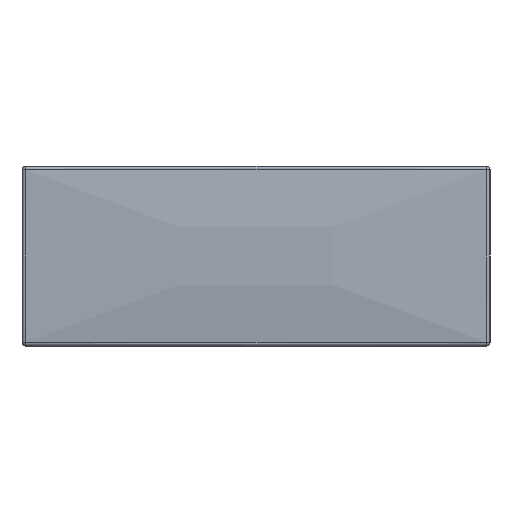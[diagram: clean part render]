
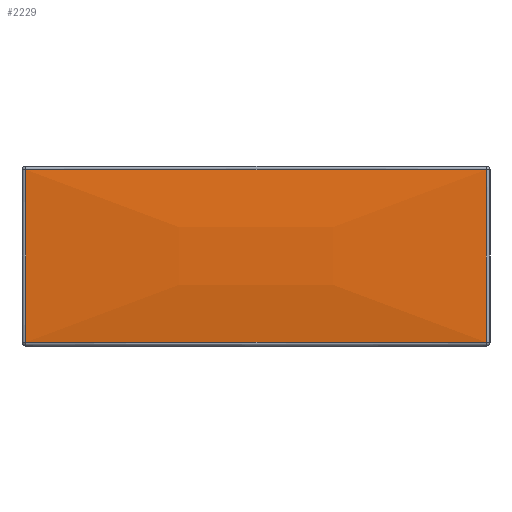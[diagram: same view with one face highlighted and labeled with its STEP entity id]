
A CAD part, left-side view. The second image highlights one B-rep face of the part: STEP entity #2229.
In plain terms, the highlighted free-form (B-spline) face has degree [3, 3] with [4, 4] control points.
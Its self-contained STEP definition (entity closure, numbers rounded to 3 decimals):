
#53 = CARTESIAN_POINT ( 'NONE',  ( -1.601, -0.429, -0.002 ) ) ;
#88 = CARTESIAN_POINT ( 'NONE',  ( -1.6, -0.8, 0. ) ) ;
#106 = CARTESIAN_POINT ( 'NONE',  ( -1.6, 0.8, 0.554 ) ) ;
#107 = ORIENTED_EDGE ( 'NONE', *, *, #243, .T. ) ;
#113 = CARTESIAN_POINT ( 'NONE',  ( -1.601, -0.643, 0.601 ) ) ;
#137 = CARTESIAN_POINT ( 'NONE',  ( -1.601, 0.695, 0.601 ) ) ;
#211 = B_SPLINE_SURFACE_WITH_KNOTS ( 'NONE', 3, 3, ( 
 ( #2055, #808, #1011, #835 ),
 ( #2043, #997, #1332, #335 ),
 ( #1353, #317, #492, #2033 ),
 ( #1889, #657, #1495, #684 ) ),
 .UNSPECIFIED., .F., .F., .F.,
 ( 4, 4 ),
 ( 4, 4 ),
 ( 0., 1. ),
 ( 0., 1. ),
 .UNSPECIFIED. ) ;
#215 = CARTESIAN_POINT ( 'NONE',  ( -1.601, 0.643, -0.001 ) ) ;
#226 = CARTESIAN_POINT ( 'NONE',  ( -1.601, 0.695, -0.001 ) ) ;
#239 = VERTEX_POINT ( 'NONE', #303 ) ;
#243 = EDGE_CURVE ( 'NONE', #2106, #640, #1858, .T. ) ;
#255 = CARTESIAN_POINT ( 'NONE',  ( -1.6, 0.8, 0. ) ) ;
#257 = B_SPLINE_CURVE_WITH_KNOTS ( 'NONE', 3,
 ( #1658, #106, #1341, #2034, #2176, #797, #1486, #2007, #446, #1840, #650, #287, #967 ),
 .UNSPECIFIED., .F., .F.,
 ( 4, 3, 3, 3, 4 ),
 ( 0., 0., 0., 0.001, 0.001 ),
 .UNSPECIFIED. ) ;
#260 = ORIENTED_EDGE ( 'NONE', *, *, #827, .T. ) ;
#287 = CARTESIAN_POINT ( 'NONE',  ( -1.6, 0.8, 0.02 ) ) ;
#303 = CARTESIAN_POINT ( 'NONE',  ( -1.6, -0.8, 0. ) ) ;
#317 = CARTESIAN_POINT ( 'NONE',  ( -1.644, 0.271, 0.404 ) ) ;
#335 = CARTESIAN_POINT ( 'NONE',  ( -1.6, -0.813, 0.196 ) ) ;
#395 = EDGE_LOOP ( 'NONE', ( #260, #2084, #1944, #107 ) ) ;
#408 = CARTESIAN_POINT ( 'NONE',  ( -1.6, -0.8, 0.561 ) ) ;
#446 = CARTESIAN_POINT ( 'NONE',  ( -1.601, 0.801, 0.139 ) ) ;
#468 = CARTESIAN_POINT ( 'NONE',  ( -1.6, -0.748, 0.6 ) ) ;
#492 = CARTESIAN_POINT ( 'NONE',  ( -1.644, -0.271, 0.404 ) ) ;
#576 = CARTESIAN_POINT ( 'NONE',  ( -1.6, -0.8, 0.093 ) ) ;
#589 = CARTESIAN_POINT ( 'NONE',  ( -1.6, -0.8, 0.541 ) ) ;
#635 = CARTESIAN_POINT ( 'NONE',  ( -1.602, 0., 0.602 ) ) ;
#640 = VERTEX_POINT ( 'NONE', #1148 ) ;
#650 = CARTESIAN_POINT ( 'NONE',  ( -1.6, 0.8, 0.039 ) ) ;
#656 = CARTESIAN_POINT ( 'NONE',  ( -1.602, 0.214, 0.602 ) ) ;
#657 = CARTESIAN_POINT ( 'NONE',  ( -1.6, 0.271, 0.612 ) ) ;
#684 = CARTESIAN_POINT ( 'NONE',  ( -1.6, -0.813, 0.612 ) ) ;
#743 = CARTESIAN_POINT ( 'NONE',  ( -1.601, 0.429, -0.002 ) ) ;
#759 = CARTESIAN_POINT ( 'NONE',  ( -1.601, -0.801, 0.246 ) ) ;
#797 = CARTESIAN_POINT ( 'NONE',  ( -1.601, 0.801, 0.354 ) ) ;
#808 = CARTESIAN_POINT ( 'NONE',  ( -1.6, 0.271, -0.013 ) ) ;
#827 = EDGE_CURVE ( 'NONE', #640, #1276, #257, .T. ) ;
#835 = CARTESIAN_POINT ( 'NONE',  ( -1.6, -0.813, -0.013 ) ) ;
#926 = CARTESIAN_POINT ( 'NONE',  ( -1.602, -0.214, -0.002 ) ) ;
#949 = CARTESIAN_POINT ( 'NONE',  ( -1.601, -0.695, -0.001 ) ) ;
#965 = CARTESIAN_POINT ( 'NONE',  ( -1.6, -0.8, 0.6 ) ) ;
#967 = CARTESIAN_POINT ( 'NONE',  ( -1.6, 0.8, 0. ) ) ;
#974 = CARTESIAN_POINT ( 'NONE',  ( -1.601, -0.695, 0.601 ) ) ;
#997 = CARTESIAN_POINT ( 'NONE',  ( -1.644, 0.271, 0.196 ) ) ;
#1011 = CARTESIAN_POINT ( 'NONE',  ( -1.6, -0.271, -0.013 ) ) ;
#1074 = CARTESIAN_POINT ( 'NONE',  ( -1.6, -0.8, 0. ) ) ;
#1086 = CARTESIAN_POINT ( 'NONE',  ( -1.601, -0.801, 0.3 ) ) ;
#1098 = CARTESIAN_POINT ( 'NONE',  ( -1.6, -0.8, 0.58 ) ) ;
#1124 = CARTESIAN_POINT ( 'NONE',  ( -1.602, 0., -0.002 ) ) ;
#1148 = CARTESIAN_POINT ( 'NONE',  ( -1.6, 0.8, 0.6 ) ) ;
#1163 = CARTESIAN_POINT ( 'NONE',  ( -1.6, -0.8, 0.6 ) ) ;
#1167 = CARTESIAN_POINT ( 'NONE',  ( -1.6, 0.748, 0.6 ) ) ;
#1193 = B_SPLINE_CURVE_WITH_KNOTS ( 'NONE', 3,
 ( #1074, #2127, #576, #1259, #1955, #759, #1086, #1786, #1442, #589, #408, #1098, #1163 ),
 .UNSPECIFIED., .F., .F.,
 ( 4, 3, 3, 3, 4 ),
 ( 0., 0., 0., 0.001, 0.001 ),
 .UNSPECIFIED. ) ;
#1259 = CARTESIAN_POINT ( 'NONE',  ( -1.601, -0.801, 0.139 ) ) ;
#1276 = VERTEX_POINT ( 'NONE', #255 ) ;
#1318 = CARTESIAN_POINT ( 'NONE',  ( -1.601, 0.429, 0.602 ) ) ;
#1332 = CARTESIAN_POINT ( 'NONE',  ( -1.644, -0.271, 0.196 ) ) ;
#1341 = CARTESIAN_POINT ( 'NONE',  ( -1.6, 0.8, 0.507 ) ) ;
#1353 = CARTESIAN_POINT ( 'NONE',  ( -1.6, 0.812, 0.404 ) ) ;
#1442 = CARTESIAN_POINT ( 'NONE',  ( -1.601, -0.801, 0.461 ) ) ;
#1450 = EDGE_CURVE ( 'NONE', #1276, #239, #1883, .T. ) ;
#1456 = CARTESIAN_POINT ( 'NONE',  ( -1.601, -0.643, -0.001 ) ) ;
#1468 = CARTESIAN_POINT ( 'NONE',  ( -1.602, 0.214, -0.002 ) ) ;
#1486 = CARTESIAN_POINT ( 'NONE',  ( -1.601, 0.801, 0.3 ) ) ;
#1495 = CARTESIAN_POINT ( 'NONE',  ( -1.6, -0.271, 0.612 ) ) ;
#1496 = EDGE_CURVE ( 'NONE', #239, #2106, #1193, .T. ) ;
#1630 = CARTESIAN_POINT ( 'NONE',  ( -1.6, -0.748, 0. ) ) ;
#1658 = CARTESIAN_POINT ( 'NONE',  ( -1.6, 0.8, 0.6 ) ) ;
#1698 = CARTESIAN_POINT ( 'NONE',  ( -1.6, 0.8, 0.6 ) ) ;
#1786 = CARTESIAN_POINT ( 'NONE',  ( -1.601, -0.801, 0.38 ) ) ;
#1799 = CARTESIAN_POINT ( 'NONE',  ( -1.6, 0.8, 0. ) ) ;
#1839 = CARTESIAN_POINT ( 'NONE',  ( -1.6, -0.8, 0.6 ) ) ;
#1840 = CARTESIAN_POINT ( 'NONE',  ( -1.6, 0.8, 0.059 ) ) ;
#1858 = B_SPLINE_CURVE_WITH_KNOTS ( 'NONE', 3,
 ( #965, #468, #974, #113, #2188, #2203, #635, #656, #1318, #2022, #137, #1167, #1698 ),
 .UNSPECIFIED., .F., .F.,
 ( 4, 3, 3, 3, 4 ),
 ( 0., 0., 0.001, 0.001, 0.002 ),
 .UNSPECIFIED. ) ;
#1883 = B_SPLINE_CURVE_WITH_KNOTS ( 'NONE', 3,
 ( #1799, #2148, #226, #215, #743, #1468, #1124, #926, #53, #1456, #949, #1630, #88 ),
 .UNSPECIFIED., .F., .F.,
 ( 4, 3, 3, 3, 4 ),
 ( 0., 0., 0.001, 0.001, 0.002 ),
 .UNSPECIFIED. ) ;
#1889 = CARTESIAN_POINT ( 'NONE',  ( -1.6, 0.812, 0.612 ) ) ;
#1944 = ORIENTED_EDGE ( 'NONE', *, *, #1496, .T. ) ;
#1955 = CARTESIAN_POINT ( 'NONE',  ( -1.601, -0.801, 0.193 ) ) ;
#2007 = CARTESIAN_POINT ( 'NONE',  ( -1.601, 0.801, 0.22 ) ) ;
#2022 = CARTESIAN_POINT ( 'NONE',  ( -1.601, 0.643, 0.601 ) ) ;
#2033 = CARTESIAN_POINT ( 'NONE',  ( -1.6, -0.813, 0.404 ) ) ;
#2034 = CARTESIAN_POINT ( 'NONE',  ( -1.601, 0.801, 0.461 ) ) ;
#2043 = CARTESIAN_POINT ( 'NONE',  ( -1.6, 0.812, 0.196 ) ) ;
#2055 = CARTESIAN_POINT ( 'NONE',  ( -1.6, 0.812, -0.013 ) ) ;
#2066 = FACE_OUTER_BOUND ( 'NONE', #395, .T. ) ;
#2084 = ORIENTED_EDGE ( 'NONE', *, *, #1450, .T. ) ;
#2106 = VERTEX_POINT ( 'NONE', #1839 ) ;
#2127 = CARTESIAN_POINT ( 'NONE',  ( -1.6, -0.8, 0.046 ) ) ;
#2148 = CARTESIAN_POINT ( 'NONE',  ( -1.6, 0.748, 0. ) ) ;
#2176 = CARTESIAN_POINT ( 'NONE',  ( -1.601, 0.801, 0.407 ) ) ;
#2188 = CARTESIAN_POINT ( 'NONE',  ( -1.601, -0.429, 0.602 ) ) ;
#2203 = CARTESIAN_POINT ( 'NONE',  ( -1.602, -0.214, 0.602 ) ) ;
#2229 = ADVANCED_FACE ( 'NONE', ( #2066 ), #211, .F. ) ;
